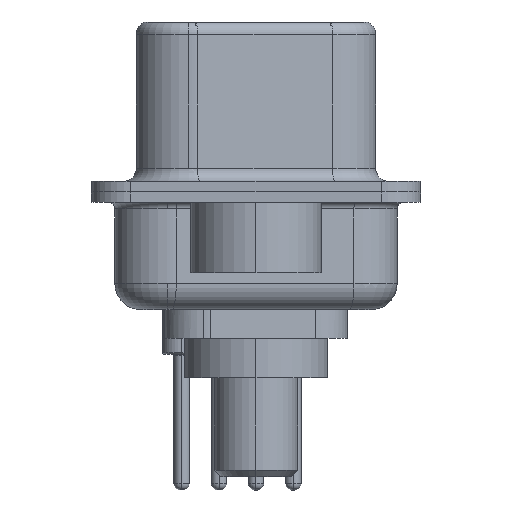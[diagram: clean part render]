
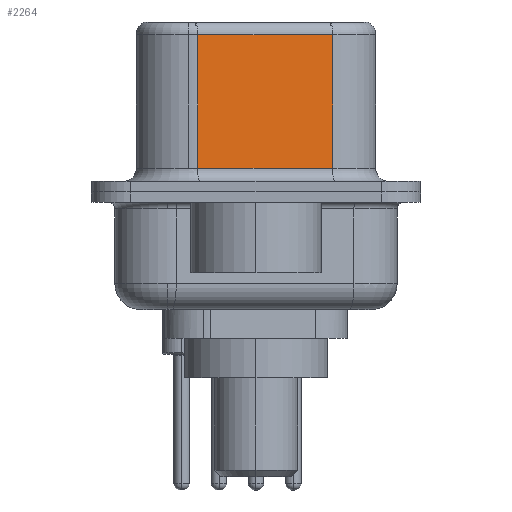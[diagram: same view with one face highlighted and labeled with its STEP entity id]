
A CAD part, left-side view. The second image highlights one B-rep face of the part: STEP entity #2264.
In plain terms, the highlighted planar face has unit normal (-0.985, -0.174, 0).
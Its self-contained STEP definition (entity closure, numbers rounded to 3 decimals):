
#455 = VERTEX_POINT ( 'NONE', #11838 ) ;
#1468 = LINE ( 'NONE', #8717, #5103 ) ;
#1801 = EDGE_CURVE ( 'NONE', #15311, #455, #11169, .T. ) ;
#1950 = DIRECTION ( 'NONE',  ( 0.985, 0.174, 0. ) ) ;
#2264 = ADVANCED_FACE ( 'NONE', ( #17422 ), #6983, .F. ) ;
#3074 = VERTEX_POINT ( 'NONE', #3630 ) ;
#3510 = ORIENTED_EDGE ( 'NONE', *, *, #1801, .T. ) ;
#3574 = EDGE_CURVE ( 'NONE', #4828, #15311, #1468, .T. ) ;
#3630 = CARTESIAN_POINT ( 'NONE',  ( 4.58, -2.927, 6.02 ) ) ;
#4828 = VERTEX_POINT ( 'NONE', #8197 ) ;
#5021 = VECTOR ( 'NONE', #14617, 1000. ) ;
#5103 = VECTOR ( 'NONE', #8455, 1000. ) ;
#5405 = AXIS2_PLACEMENT_3D ( 'NONE', #18137, #1950, #13279 ) ;
#6926 = VECTOR ( 'NONE', #7908, 1000. ) ;
#6983 = PLANE ( 'NONE',  #5405 ) ;
#7004 = ORIENTED_EDGE ( 'NONE', *, *, #10490, .F. ) ;
#7458 = EDGE_LOOP ( 'NONE', ( #7004, #9803, #14092, #3510 ) ) ;
#7908 = DIRECTION ( 'NONE',  ( 0.174, -0.985, 0. ) ) ;
#8197 = CARTESIAN_POINT ( 'NONE',  ( 3.67, 2.233, 6.02 ) ) ;
#8455 = DIRECTION ( 'NONE',  ( 0., 0., -1. ) ) ;
#8717 = CARTESIAN_POINT ( 'NONE',  ( 3.67, 2.233, 6.52 ) ) ;
#9146 = CARTESIAN_POINT ( 'NONE',  ( 3.67, 2.233, 0.9 ) ) ;
#9803 = ORIENTED_EDGE ( 'NONE', *, *, #10661, .T. ) ;
#10490 = EDGE_CURVE ( 'NONE', #3074, #455, #13359, .T. ) ;
#10661 = EDGE_CURVE ( 'NONE', #3074, #4828, #18337, .T. ) ;
#11169 = LINE ( 'NONE', #14402, #6926 ) ;
#11838 = CARTESIAN_POINT ( 'NONE',  ( 4.58, -2.927, 0.9 ) ) ;
#13279 = DIRECTION ( 'NONE',  ( -0.174, 0.985, 0. ) ) ;
#13359 = LINE ( 'NONE', #16282, #5021 ) ;
#13537 = CARTESIAN_POINT ( 'NONE',  ( 4.58, -2.927, 6.02 ) ) ;
#14092 = ORIENTED_EDGE ( 'NONE', *, *, #3574, .T. ) ;
#14125 = VECTOR ( 'NONE', #19909, 1000. ) ;
#14402 = CARTESIAN_POINT ( 'NONE',  ( 4.58, -2.927, 0.9 ) ) ;
#14617 = DIRECTION ( 'NONE',  ( 0., 0., -1. ) ) ;
#15311 = VERTEX_POINT ( 'NONE', #9146 ) ;
#16282 = CARTESIAN_POINT ( 'NONE',  ( 4.58, -2.927, 6.52 ) ) ;
#17422 = FACE_OUTER_BOUND ( 'NONE', #7458, .T. ) ;
#18137 = CARTESIAN_POINT ( 'NONE',  ( 4.58, -2.927, 6.52 ) ) ;
#18337 = LINE ( 'NONE', #13537, #14125 ) ;
#19909 = DIRECTION ( 'NONE',  ( -0.174, 0.985, 0. ) ) ;
